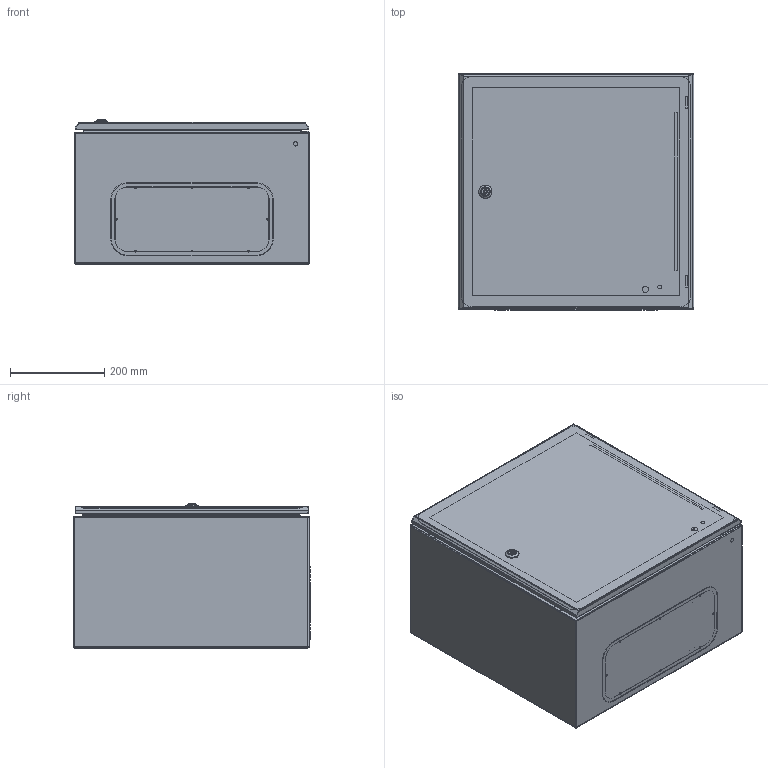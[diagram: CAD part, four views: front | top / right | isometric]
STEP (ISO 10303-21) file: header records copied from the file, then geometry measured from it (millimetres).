
FILE_DESCRIPTION (( 'STEP AP203' ), '1' );
FILE_NAME ('RH_553.STEP', '2019-05-24T09:45:09', ( '' ), ( '' ), 'SwSTEP 2.0', 'SolidWorks 2012', '' );
FILE_SCHEMA (( 'CONFIG_CONTROL_DESIGN' ));
Length unit declared in the file: millimetre
Products named in the file (15): RH-Dekiel_Dekiel345x155; RH_GR1-PT-M6-15-StCu; RH_GR1-RHdrzwi_55; RH_GR1-Uziemienie; RH_GR1-UszczelkaRH_55; RH_GR1-Flange322; RH_GR1-RH_zawias_drzwi; RH_GR1-ZAMEK IP 65; RH_Korpus_uproszczony_RH 553 Korpus; RH__RHSS_GR1_PM_55; FH-M8-40-STCu; RH_GR1-RHdrzwibl_55; FH-M8-20-STCu; RH_553; Zawias_skrzynki_RH
Assembly tree (20 placements, depth 3):
  RH_553
    RH_Korpus_uproszczony_RH 553 Korpus
    FH-M8-40-STCu  x4
    RH__RHSS_GR1_PM_55
    RH_GR1-RHdrzwi_55
      RH_GR1-RHdrzwibl_55
      RH_GR1-ZAMEK IP 65
      RH_GR1-RH_zawias_drzwi  x2
      RH_GR1-UszczelkaRH_55
      RH_GR1-Flange322
      RH_GR1-PT-M6-15-StCu
      RH_GR1-Uziemienie
    RH-Dekiel_Dekiel345x155
    Zawias_skrzynki_RH  x2
    FH-M8-20-STCu  x2
Bounding box: 500 x 502.7 x 305.83 mm (x, y, z)
Volume: 2109409.9 mm3; surface area: 2892772.2 mm2
Topology: 24 solids, 24 shells, 926 faces, 2456 edges, 1571 vertices
Faces by surface type: plane 364, cylinder 300, bspline 129, cone 77, torus 40, sphere 16
Entity records: 35363 total; most frequent: CARTESIAN_POINT 13169, ORIENTED_EDGE 4522, DIRECTION 4005, EDGE_CURVE 2261, AXIS2_PLACEMENT_3D 1493, VERTEX_POINT 1459, VECTOR 1019, LINE 1019
